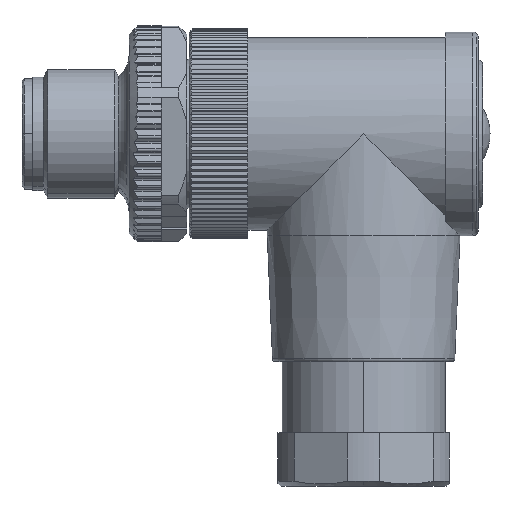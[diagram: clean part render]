
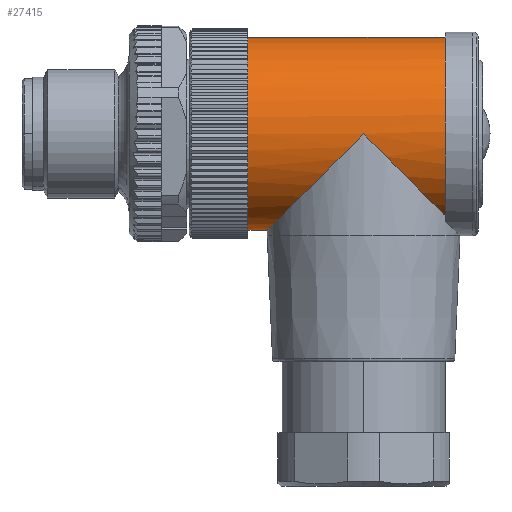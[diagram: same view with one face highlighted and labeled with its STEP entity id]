
A CAD part, front view. The second image highlights one B-rep face of the part: STEP entity #27415.
In plain terms, the highlighted cylindrical face has radius 9 mm (diameter 18 mm), a partial arc.
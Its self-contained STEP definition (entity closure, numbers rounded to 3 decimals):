
#11200=CARTESIAN_POINT('',(16.6,0.,0.));
#11201=DIRECTION('',(-1.,0.,0.));
#11202=DIRECTION('',(0.,0.,-1.));
#11203=AXIS2_PLACEMENT_3D('',#11200,#11201,#11202);
#13232=DIRECTION('',(1.,0.,0.));
#13233=VECTOR('',#13232,18.4);
#13234=CARTESIAN_POINT('',(16.6,0.,9.));
#13235=LINE('',#13234,#13233);
#13239=CARTESIAN_POINT('',(27.4,-9.,0.));
#13240=CARTESIAN_POINT('',(27.973,-9.,-0.573));
#13241=CARTESIAN_POINT('',(29.077,-8.893,
-1.676));
#13242=CARTESIAN_POINT('',(30.597,-8.456,
-3.197));
#13243=CARTESIAN_POINT('',(31.911,-7.838,
-4.511));
#13244=CARTESIAN_POINT('',(33.23,-6.915,
-5.83));
#13245=CARTESIAN_POINT('',(34.24,-5.902,
-6.84));
#13246=CARTESIAN_POINT('',(34.772,-5.18,
-7.372));
#13247=CARTESIAN_POINT('',(35.,-4.821,-7.6));
#13252=CARTESIAN_POINT('',(18.4,0.,-9.));
#13253=CARTESIAN_POINT('',(18.4,-0.399,-9.));
#13254=CARTESIAN_POINT('',(18.454,-1.21,
-8.946));
#13255=CARTESIAN_POINT('',(18.701,-2.421,
-8.699));
#13256=CARTESIAN_POINT('',(19.137,-3.652,
-8.263));
#13257=CARTESIAN_POINT('',(19.776,-4.839,
-7.624));
#13258=CARTESIAN_POINT('',(20.493,-5.814,
-6.907));
#13259=CARTESIAN_POINT('',(21.441,-6.801,
-5.959));
#13260=CARTESIAN_POINT('',(22.703,-7.726,
-4.697));
#13261=CARTESIAN_POINT('',(24.,-8.378,
-3.4));
#13262=CARTESIAN_POINT('',(25.563,-8.867,
-1.837));
#13263=CARTESIAN_POINT('',(26.764,-9.,-0.636));
#13264=CARTESIAN_POINT('',(27.4,-9.,0.));
#13269=DIRECTION('',(1.,0.,0.));
#13270=VECTOR('',#13269,1.8);
#13271=CARTESIAN_POINT('',(16.6,0.,-9.));
#13272=LINE('',#13271,#13270);
#13335=CARTESIAN_POINT('',(35.,0.,0.));
#13336=DIRECTION('',(1.,0.,0.));
#13337=DIRECTION('',(0.,0.,1.));
#13338=AXIS2_PLACEMENT_3D('',#13335,#13336,#13337);
#18261=CARTESIAN_POINT('',(18.4,0.,-9.));
#18262=VERTEX_POINT('',#18261);
#18265=CARTESIAN_POINT('',(35.,-4.821,-7.6));
#18266=VERTEX_POINT('',#18265);
#18267=CARTESIAN_POINT('',(16.6,0.,-9.));
#18268=VERTEX_POINT('',#18267);
#18269=CARTESIAN_POINT('',(16.6,0.,9.));
#18270=CARTESIAN_POINT('',(35.,0.,9.));
#18271=VERTEX_POINT('',#18269);
#18272=VERTEX_POINT('',#18270);
#18274=VERTEX_POINT('',#13239);
#27397=CARTESIAN_POINT('',(24.,0.,0.));
#27398=DIRECTION('',(1.,0.,0.));
#27399=DIRECTION('',(0.,0.,-1.));
#27400=AXIS2_PLACEMENT_3D('',#27397,#27398,#27399);
#27401=CYLINDRICAL_SURFACE('',#27400,9.);
#27402=ORIENTED_EDGE('',*,*,#27390,.T.);
#27404=ORIENTED_EDGE('',*,*,#27403,.T.);
#27406=ORIENTED_EDGE('',*,*,#27405,.T.);
#27408=ORIENTED_EDGE('',*,*,#27407,.F.);
#27410=ORIENTED_EDGE('',*,*,#27409,.F.);
#27412=ORIENTED_EDGE('',*,*,#27411,.F.);
#27413=EDGE_LOOP('',(#27402,#27404,#27406,#27408,#27410,#27412));
#27414=FACE_OUTER_BOUND('',#27413,.F.);
#27415=ADVANCED_FACE('',(#27414),#27401,.T.);
#11204=CIRCLE('',#11203,9.);
#13248=B_SPLINE_CURVE_WITH_KNOTS('',3,(#13239,#13240,#13241,#13242,#13243,
#13244,#13245,#13246,#13247),.UNSPECIFIED.,.F.,.F.,(4,1,1,1,1,1,4),(0.,
0.167,0.333,0.5,0.667,0.833,
1.),.UNSPECIFIED.);
#13265=B_SPLINE_CURVE_WITH_KNOTS('',3,(#13252,#13253,#13254,#13255,#13256,
#13257,#13258,#13259,#13260,#13261,#13262,#13263,#13264),.UNSPECIFIED.,.F.,.F.,(
4,1,1,1,1,1,1,1,1,1,4),(0.,0.1,0.2,0.3,0.4,0.5,0.6,0.7,0.8,
0.9,1.),.UNSPECIFIED.);
#13339=CIRCLE('',#13338,9.);
#27390=EDGE_CURVE('',#18268,#18271,#11204,.T.);
#27403=EDGE_CURVE('',#18271,#18272,#13235,.T.);
#27405=EDGE_CURVE('',#18272,#18266,#13339,.T.);
#27407=EDGE_CURVE('',#18274,#18266,#13248,.T.);
#27409=EDGE_CURVE('',#18262,#18274,#13265,.T.);
#27411=EDGE_CURVE('',#18268,#18262,#13272,.T.);
